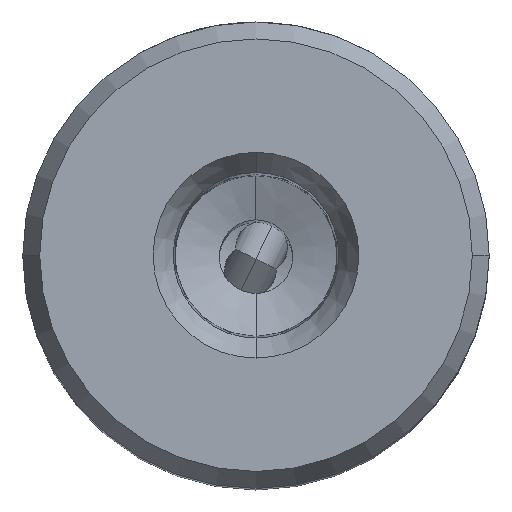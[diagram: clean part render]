
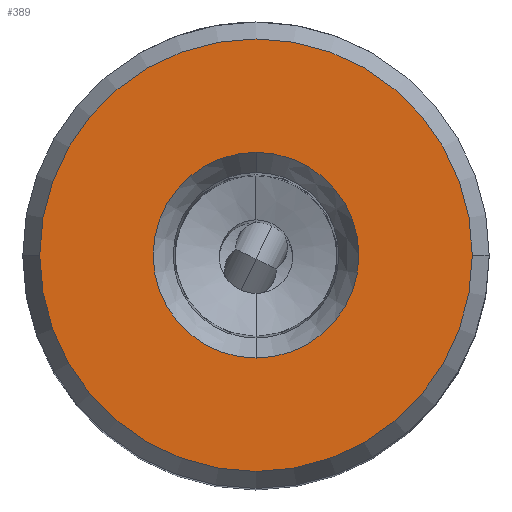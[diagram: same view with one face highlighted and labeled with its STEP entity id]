
A CAD part, top view. The second image highlights one B-rep face of the part: STEP entity #389.
In plain terms, the highlighted planar face has unit normal (0, 0, 1).
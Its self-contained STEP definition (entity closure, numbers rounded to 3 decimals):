
#48=FACE_BOUND('',#696,.T.);
#49=FACE_BOUND('',#697,.T.);
#74=PLANE('',#2966);
#389=ADVANCED_FACE('',(#48,#49),#74,.T.);
#696=EDGE_LOOP('',(#1426,#1427));
#697=EDGE_LOOP('',(#1428,#1429));
#1426=ORIENTED_EDGE('',*,*,#2483,.F.);
#1427=ORIENTED_EDGE('',*,*,#2486,.F.);
#1428=ORIENTED_EDGE('',*,*,#2491,.F.);
#1429=ORIENTED_EDGE('',*,*,#2488,.F.);
#2119=VERTEX_POINT('',#8487);
#2120=VERTEX_POINT('',#8488);
#2121=VERTEX_POINT('',#8495);
#2123=VERTEX_POINT('',#8498);
#2483=EDGE_CURVE('',#2119,#2120,#2735,.T.);
#2486=EDGE_CURVE('',#2120,#2119,#2736,.T.);
#2488=EDGE_CURVE('',#2121,#2123,#2737,.T.);
#2491=EDGE_CURVE('',#2123,#2121,#2739,.T.);
#2735=CIRCLE('',#2958,7.);
#2736=CIRCLE('',#2960,7.);
#2737=CIRCLE('',#2962,14.72);
#2739=CIRCLE('',#2965,14.72);
#2958=AXIS2_PLACEMENT_3D('',#8486,#3286,#3287);
#2960=AXIS2_PLACEMENT_3D('',#8492,#3292,#3293);
#2962=AXIS2_PLACEMENT_3D('',#8497,#3297,#3298);
#2965=AXIS2_PLACEMENT_3D('',#8503,#3304,#3305);
#2966=AXIS2_PLACEMENT_3D('',#8504,#3306,#3307);
#3286=DIRECTION('',(0.,0.,1.));
#3287=DIRECTION('',(0.,-1.,0.));
#3292=DIRECTION('',(0.,0.,1.));
#3293=DIRECTION('',(0.,1.,0.));
#3297=DIRECTION('',(0.,0.,-1.));
#3298=DIRECTION('',(1.,0.,0.));
#3304=DIRECTION('',(0.,0.,-1.));
#3305=DIRECTION('',(-1.,0.,0.));
#3306=DIRECTION('',(0.,0.,1.));
#3307=DIRECTION('',(1.,0.,0.));
#8486=CARTESIAN_POINT('',(0.,0.,30.2));
#8487=CARTESIAN_POINT('',(0.,-7.,30.2));
#8488=CARTESIAN_POINT('',(0.,7.,30.2));
#8492=CARTESIAN_POINT('',(0.,0.,30.2));
#8495=CARTESIAN_POINT('',(14.72,0.,30.2));
#8497=CARTESIAN_POINT('',(0.,0.,30.2));
#8498=CARTESIAN_POINT('',(-14.72,0.,30.2));
#8503=CARTESIAN_POINT('',(0.,0.,30.2));
#8504=CARTESIAN_POINT('',(0.,0.,30.2));
